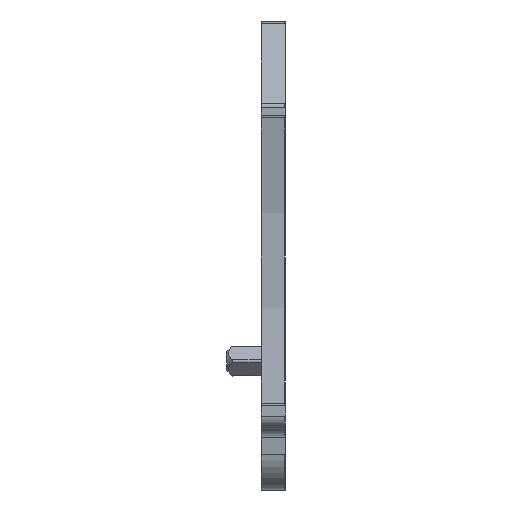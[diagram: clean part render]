
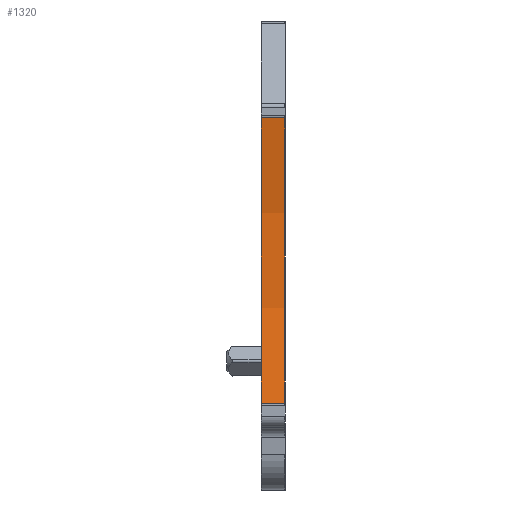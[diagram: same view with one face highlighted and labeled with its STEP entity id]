
A CAD part, front view. The second image highlights one B-rep face of the part: STEP entity #1320.
In plain terms, the highlighted cylindrical face has radius 52.477 mm (diameter 104.953 mm), a partial arc.
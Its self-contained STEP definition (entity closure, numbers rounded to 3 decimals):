
#397=AXIS2_PLACEMENT_3D('Circle Axis2P3D',#395,#396,$) ;
#1300=AXIS2_PLACEMENT_3D('Cylinder Axis2P3D',#1297,#1298,#1299) ;
#1304=AXIS2_PLACEMENT_3D('Circle Axis2P3D',#1302,#1303,$) ;
#390=CARTESIAN_POINT('Vertex',(3.,0.028,7.515)) ;
#395=CARTESIAN_POINT('Axis2P3D Location',(3.,-50.977,19.857)) ;
#399=CARTESIAN_POINT('Vertex',(3.,0.028,32.199)) ;
#1278=CARTESIAN_POINT('Line Origine',(4.05,0.028,32.199)) ;
#1282=CARTESIAN_POINT('Vertex',(5.05,0.028,32.199)) ;
#1297=CARTESIAN_POINT('Axis2P3D Location',(4.05,-50.977,19.857)) ;
#1302=CARTESIAN_POINT('Axis2P3D Location',(5.05,-50.977,19.857)) ;
#1306=CARTESIAN_POINT('Vertex',(5.05,0.028,7.515)) ;
#1309=CARTESIAN_POINT('Line Origine',(4.05,0.028,7.515)) ;
#396=DIRECTION('Axis2P3D Direction',(1.,0.,0.)) ;
#1279=DIRECTION('Vector Direction',(1.,0.,0.)) ;
#1298=DIRECTION('Axis2P3D Direction',(1.,0.,0.)) ;
#1299=DIRECTION('Axis2P3D XDirection',(0.,0.972,-0.235)) ;
#1303=DIRECTION('Axis2P3D Direction',(1.,0.,0.)) ;
#1310=DIRECTION('Vector Direction',(1.,0.,0.)) ;
#1280=VECTOR('Line Direction',#1279,1.) ;
#1311=VECTOR('Line Direction',#1310,1.) ;
#1315=ORIENTED_EDGE('',*,*,#1308,.F.) ;
#1316=ORIENTED_EDGE('',*,*,#1284,.F.) ;
#1317=ORIENTED_EDGE('',*,*,#401,.F.) ;
#1318=ORIENTED_EDGE('',*,*,#1313,.T.) ;
#1320=ADVANCED_FACE('ALEP_4C_2-5',(#1319),#1301,.F.) ;
#398=CIRCLE('generated circle',#397,52.477) ;
#1305=CIRCLE('generated circle',#1304,52.477) ;
#1301=CYLINDRICAL_SURFACE('generated cylinder',#1300,52.477) ;
#401=EDGE_CURVE('',#391,#400,#398,.T.) ;
#1284=EDGE_CURVE('',#400,#1283,#1281,.T.) ;
#1308=EDGE_CURVE('',#1283,#1307,#1305,.F.) ;
#1313=EDGE_CURVE('',#391,#1307,#1312,.T.) ;
#1314=EDGE_LOOP('',(#1315,#1316,#1317,#1318)) ;
#1319=FACE_OUTER_BOUND('',#1314,.T.) ;
#1281=LINE('Line',#1278,#1280) ;
#1312=LINE('Line',#1309,#1311) ;
#391=VERTEX_POINT('',#390) ;
#400=VERTEX_POINT('',#399) ;
#1283=VERTEX_POINT('',#1282) ;
#1307=VERTEX_POINT('',#1306) ;
